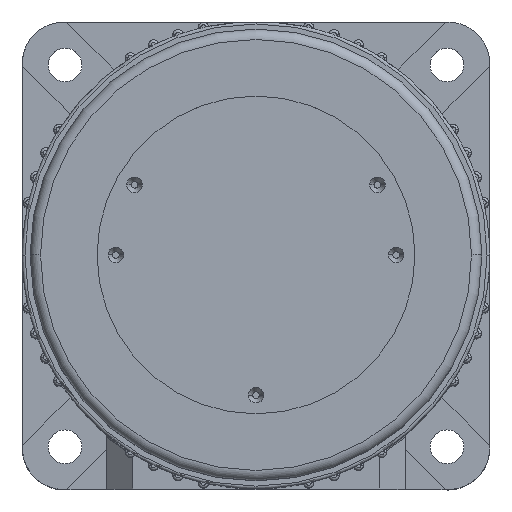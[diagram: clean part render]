
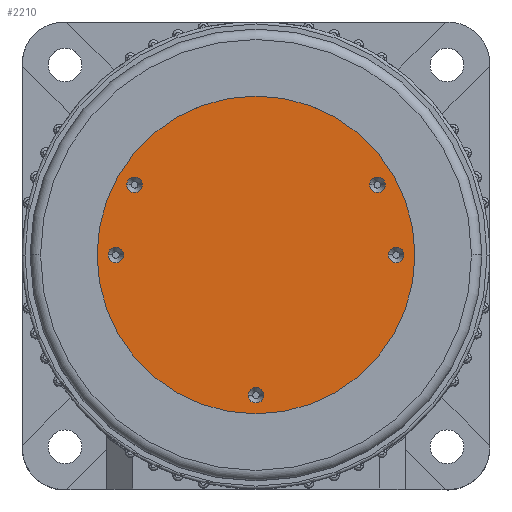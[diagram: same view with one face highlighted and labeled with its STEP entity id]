
A CAD part, top view. The second image highlights one B-rep face of the part: STEP entity #2210.
In plain terms, the highlighted planar face has unit normal (0, 0, 1).
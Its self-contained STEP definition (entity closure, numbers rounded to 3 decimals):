
#30 = EDGE_CURVE ( 'NONE', #2813, #6105, #9290, .T. ) ;
#74 = CARTESIAN_POINT ( 'NONE',  ( 24.883, 13.5, 96. ) ) ;
#145 = CARTESIAN_POINT ( 'NONE',  ( 28.5, 0., 96. ) ) ;
#237 = VERTEX_POINT ( 'NONE', #6245 ) ;
#253 = CARTESIAN_POINT ( 'NONE',  ( -27., 0., 96. ) ) ;
#312 = CARTESIAN_POINT ( 'NONE',  ( 0., 0., 96. ) ) ;
#441 = EDGE_LOOP ( 'NONE', ( #10098, #9416 ) ) ;
#697 = CARTESIAN_POINT ( 'NONE',  ( 25.5, 0., 96. ) ) ;
#716 = VERTEX_POINT ( 'NONE', #8484 ) ;
#720 = EDGE_CURVE ( 'NONE', #237, #3444, #5739, .T. ) ;
#818 = VERTEX_POINT ( 'NONE', #2651 ) ;
#882 = ORIENTED_EDGE ( 'NONE', *, *, #4957, .F. ) ;
#924 = EDGE_LOOP ( 'NONE', ( #7181, #2614 ) ) ;
#925 = CIRCLE ( 'NONE', #6230, 1.5 ) ;
#933 = CARTESIAN_POINT ( 'NONE',  ( -25.5, 0., 96. ) ) ;
#979 = CIRCLE ( 'NONE', #6679, 1.5 ) ;
#1046 = ORIENTED_EDGE ( 'NONE', *, *, #8160, .F. ) ;
#1073 = DIRECTION ( 'NONE',  ( 0., 0., 1. ) ) ;
#1088 = DIRECTION ( 'NONE',  ( 1., 0., 0. ) ) ;
#1138 = CIRCLE ( 'NONE', #9768, 30.6 ) ;
#1140 = DIRECTION ( 'NONE',  ( 0., 0., 1. ) ) ;
#1154 = DIRECTION ( 'NONE',  ( 1., 0., 0. ) ) ;
#1432 = EDGE_LOOP ( 'NONE', ( #3687, #8053 ) ) ;
#1934 = DIRECTION ( 'NONE',  ( 0., 0., 1. ) ) ;
#2016 = EDGE_CURVE ( 'NONE', #716, #8550, #925, .T. ) ;
#2032 = DIRECTION ( 'NONE',  ( 0., 0., 1. ) ) ;
#2050 = CARTESIAN_POINT ( 'NONE',  ( 27., 0., 96. ) ) ;
#2093 = CARTESIAN_POINT ( 'NONE',  ( 0., 0., 96. ) ) ;
#2210 = ADVANCED_FACE ( 'NONE', ( #10497, #6066, #8258, #5791, #3582, #7997 ), #3202, .T. ) ;
#2350 = CARTESIAN_POINT ( 'NONE',  ( 0., 0., 96. ) ) ;
#2444 = EDGE_CURVE ( 'NONE', #3444, #237, #3438, .T. ) ;
#2612 = EDGE_LOOP ( 'NONE', ( #9286, #5651 ) ) ;
#2614 = ORIENTED_EDGE ( 'NONE', *, *, #720, .F. ) ;
#2651 = CARTESIAN_POINT ( 'NONE',  ( 30.6, 0., 96. ) ) ;
#2705 = CARTESIAN_POINT ( 'NONE',  ( 0., -27., 96. ) ) ;
#2813 = VERTEX_POINT ( 'NONE', #74 ) ;
#2913 = DIRECTION ( 'NONE',  ( 1., 0., 0. ) ) ;
#2930 = AXIS2_PLACEMENT_3D ( 'NONE', #2093, #7932, #2951 ) ;
#2951 = DIRECTION ( 'NONE',  ( 1., 0., 0. ) ) ;
#3202 = PLANE ( 'NONE',  #6016 ) ;
#3269 = DIRECTION ( 'NONE',  ( 0., 0., 1. ) ) ;
#3438 = CIRCLE ( 'NONE', #8602, 1.5 ) ;
#3444 = VERTEX_POINT ( 'NONE', #4940 ) ;
#3557 = DIRECTION ( 'NONE',  ( 1., 0., 0. ) ) ;
#3573 = VERTEX_POINT ( 'NONE', #933 ) ;
#3582 = FACE_BOUND ( 'NONE', #441, .T. ) ;
#3610 = CARTESIAN_POINT ( 'NONE',  ( -30.6, 0., 96. ) ) ;
#3630 = ORIENTED_EDGE ( 'NONE', *, *, #7907, .F. ) ;
#3687 = ORIENTED_EDGE ( 'NONE', *, *, #8540, .T. ) ;
#3774 = EDGE_CURVE ( 'NONE', #9723, #3573, #6235, .T. ) ;
#3975 = CIRCLE ( 'NONE', #8195, 1.5 ) ;
#4035 = DIRECTION ( 'NONE',  ( 1., 0., 0. ) ) ;
#4395 = DIRECTION ( 'NONE',  ( 1., 0., 0. ) ) ;
#4659 = AXIS2_PLACEMENT_3D ( 'NONE', #6116, #1073, #6953 ) ;
#4703 = CIRCLE ( 'NONE', #8711, 1.5 ) ;
#4890 = CARTESIAN_POINT ( 'NONE',  ( 27., 0., 96. ) ) ;
#4940 = CARTESIAN_POINT ( 'NONE',  ( -21.883, 13.5, 96. ) ) ;
#4957 = EDGE_CURVE ( 'NONE', #5778, #8762, #3975, .T. ) ;
#5015 = CARTESIAN_POINT ( 'NONE',  ( -28.5, 0., 96. ) ) ;
#5580 = CIRCLE ( 'NONE', #6352, 1.5 ) ;
#5651 = ORIENTED_EDGE ( 'NONE', *, *, #5730, .F. ) ;
#5726 = DIRECTION ( 'NONE',  ( 1., 0., 0. ) ) ;
#5730 = EDGE_CURVE ( 'NONE', #6105, #2813, #4703, .T. ) ;
#5739 = CIRCLE ( 'NONE', #8953, 1.5 ) ;
#5778 = VERTEX_POINT ( 'NONE', #145 ) ;
#5791 = FACE_BOUND ( 'NONE', #7838, .T. ) ;
#6016 = AXIS2_PLACEMENT_3D ( 'NONE', #2350, #9046, #4035 ) ;
#6066 = FACE_BOUND ( 'NONE', #924, .T. ) ;
#6105 = VERTEX_POINT ( 'NONE', #7801 ) ;
#6116 = CARTESIAN_POINT ( 'NONE',  ( -27., 0., 96. ) ) ;
#6132 = DIRECTION ( 'NONE',  ( 0., 0., 1. ) ) ;
#6205 = DIRECTION ( 'NONE',  ( 0., 0., 1. ) ) ;
#6230 = AXIS2_PLACEMENT_3D ( 'NONE', #2705, #8551, #3557 ) ;
#6235 = CIRCLE ( 'NONE', #9024, 1.5 ) ;
#6245 = CARTESIAN_POINT ( 'NONE',  ( -24.883, 13.5, 96. ) ) ;
#6352 = AXIS2_PLACEMENT_3D ( 'NONE', #7043, #2032, #7884 ) ;
#6452 = EDGE_CURVE ( 'NONE', #8434, #818, #1138, .T. ) ;
#6679 = AXIS2_PLACEMENT_3D ( 'NONE', #4890, #10730, #5726 ) ;
#6953 = DIRECTION ( 'NONE',  ( 1., 0., 0. ) ) ;
#6958 = CARTESIAN_POINT ( 'NONE',  ( -23.383, 13.5, 96. ) ) ;
#6966 = EDGE_CURVE ( 'NONE', #3573, #9723, #8995, .T. ) ;
#7043 = CARTESIAN_POINT ( 'NONE',  ( 0., -27., 96. ) ) ;
#7093 = CARTESIAN_POINT ( 'NONE',  ( -1.5, -27., 96. ) ) ;
#7181 = ORIENTED_EDGE ( 'NONE', *, *, #2444, .F. ) ;
#7186 = DIRECTION ( 'NONE',  ( 1., 0., 0. ) ) ;
#7222 = DIRECTION ( 'NONE',  ( 0., 0., 1. ) ) ;
#7638 = CARTESIAN_POINT ( 'NONE',  ( -23.383, 13.5, 96. ) ) ;
#7783 = DIRECTION ( 'NONE',  ( 1., 0., 0. ) ) ;
#7801 = CARTESIAN_POINT ( 'NONE',  ( 21.883, 13.5, 96. ) ) ;
#7838 = EDGE_LOOP ( 'NONE', ( #882, #1046 ) ) ;
#7884 = DIRECTION ( 'NONE',  ( 1., 0., 0. ) ) ;
#7897 = DIRECTION ( 'NONE',  ( 0., 0., 1. ) ) ;
#7907 = EDGE_CURVE ( 'NONE', #8550, #716, #5580, .T. ) ;
#7932 = DIRECTION ( 'NONE',  ( 0., 0., 1. ) ) ;
#7997 = FACE_OUTER_BOUND ( 'NONE', #1432, .T. ) ;
#8053 = ORIENTED_EDGE ( 'NONE', *, *, #6452, .T. ) ;
#8160 = EDGE_CURVE ( 'NONE', #8762, #5778, #979, .T. ) ;
#8195 = AXIS2_PLACEMENT_3D ( 'NONE', #2050, #7897, #2913 ) ;
#8258 = FACE_BOUND ( 'NONE', #8392, .T. ) ;
#8263 = CARTESIAN_POINT ( 'NONE',  ( 23.383, 13.5, 96. ) ) ;
#8392 = EDGE_LOOP ( 'NONE', ( #10099, #3630 ) ) ;
#8434 = VERTEX_POINT ( 'NONE', #3610 ) ;
#8484 = CARTESIAN_POINT ( 'NONE',  ( 1.5, -27., 96. ) ) ;
#8540 = EDGE_CURVE ( 'NONE', #818, #8434, #9516, .T. ) ;
#8550 = VERTEX_POINT ( 'NONE', #7093 ) ;
#8551 = DIRECTION ( 'NONE',  ( 0., 0., 1. ) ) ;
#8602 = AXIS2_PLACEMENT_3D ( 'NONE', #6958, #1934, #7783 ) ;
#8711 = AXIS2_PLACEMENT_3D ( 'NONE', #8263, #3269, #9110 ) ;
#8762 = VERTEX_POINT ( 'NONE', #697 ) ;
#8953 = AXIS2_PLACEMENT_3D ( 'NONE', #7638, #7222, #7186 ) ;
#8995 = CIRCLE ( 'NONE', #4659, 1.5 ) ;
#9024 = AXIS2_PLACEMENT_3D ( 'NONE', #253, #6132, #1088 ) ;
#9046 = DIRECTION ( 'NONE',  ( 0., 0., 1. ) ) ;
#9110 = DIRECTION ( 'NONE',  ( 1., 0., 0. ) ) ;
#9250 = CARTESIAN_POINT ( 'NONE',  ( 23.383, 13.5, 96. ) ) ;
#9286 = ORIENTED_EDGE ( 'NONE', *, *, #30, .F. ) ;
#9290 = CIRCLE ( 'NONE', #9610, 1.5 ) ;
#9416 = ORIENTED_EDGE ( 'NONE', *, *, #3774, .F. ) ;
#9516 = CIRCLE ( 'NONE', #2930, 30.6 ) ;
#9610 = AXIS2_PLACEMENT_3D ( 'NONE', #9250, #1140, #4395 ) ;
#9723 = VERTEX_POINT ( 'NONE', #5015 ) ;
#9768 = AXIS2_PLACEMENT_3D ( 'NONE', #312, #6205, #1154 ) ;
#10098 = ORIENTED_EDGE ( 'NONE', *, *, #6966, .F. ) ;
#10099 = ORIENTED_EDGE ( 'NONE', *, *, #2016, .F. ) ;
#10497 = FACE_BOUND ( 'NONE', #2612, .T. ) ;
#10730 = DIRECTION ( 'NONE',  ( 0., 0., 1. ) ) ;
